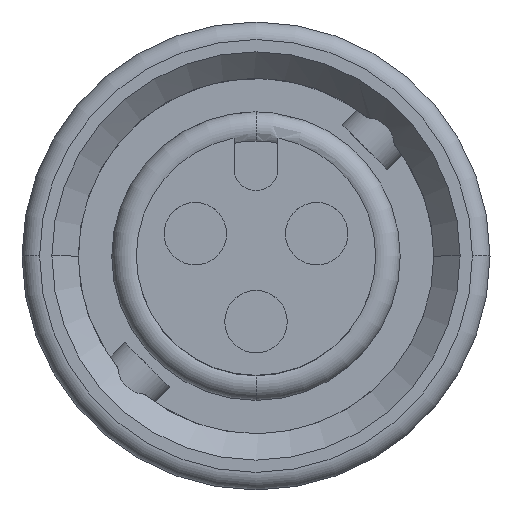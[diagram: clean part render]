
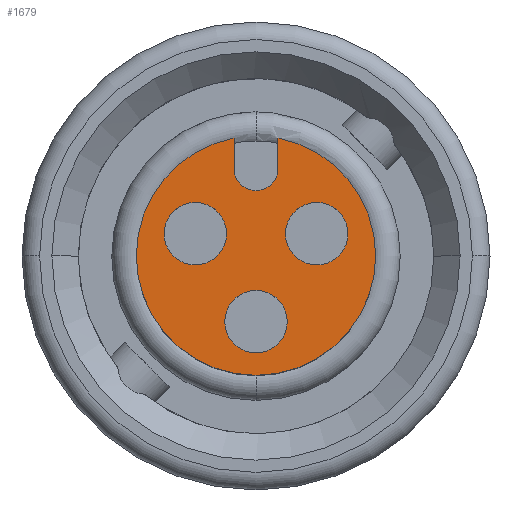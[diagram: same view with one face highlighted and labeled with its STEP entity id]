
A CAD part, top view. The second image highlights one B-rep face of the part: STEP entity #1679.
In plain terms, the highlighted planar face has unit normal (0, 0, 1).
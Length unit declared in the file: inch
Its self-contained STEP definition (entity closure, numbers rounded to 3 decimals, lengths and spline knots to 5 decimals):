
#70 = DIRECTION ( 'NONE',  ( 0., 0., -1. ) ) ;
#75 = CARTESIAN_POINT ( 'NONE',  ( -0.069, 0.025, 0.9 ) ) ;
#101 = DIRECTION ( 'NONE',  ( 1., 0., 0. ) ) ;
#119 = DIRECTION ( 'NONE',  ( -1., 0., 0. ) ) ;
#130 = CARTESIAN_POINT ( 'NONE',  ( 0.069, 0.025, 0.9 ) ) ;
#175 = DIRECTION ( 'NONE',  ( 1., 0., 0. ) ) ;
#178 = DIRECTION ( 'NONE',  ( 0., 0., -1. ) ) ;
#187 = DIRECTION ( 'NONE',  ( 0., 0., -1. ) ) ;
#202 = CARTESIAN_POINT ( 'NONE',  ( 0., 0., 0.9 ) ) ;
#228 = CARTESIAN_POINT ( 'NONE',  ( 0., 0.099, 0.9 ) ) ;
#234 = DIRECTION ( 'NONE',  ( 1., 0., 0. ) ) ;
#258 = DIRECTION ( 'NONE',  ( 0., 0., -1. ) ) ;
#525 = VERTEX_POINT ( 'NONE', #6619 ) ;
#591 = VERTEX_POINT ( 'NONE', #7009 ) ;
#609 = VERTEX_POINT ( 'NONE', #6995 ) ;
#704 = VERTEX_POINT ( 'NONE', #7017 ) ;
#715 = VERTEX_POINT ( 'NONE', #6830 ) ;
#788 = VERTEX_POINT ( 'NONE', #6810 ) ;
#812 = VERTEX_POINT ( 'NONE', #6782 ) ;
#865 = VERTEX_POINT ( 'NONE', #5925 ) ;
#1015 = VECTOR ( 'NONE', #5154, 39.37008 ) ;
#1048 = AXIS2_PLACEMENT_3D ( 'NONE', #202, #187, #119 ) ;
#1071 = AXIS2_PLACEMENT_3D ( 'NONE', #2654, #2661, #2627 ) ;
#1125 = AXIS2_PLACEMENT_3D ( 'NONE', #5159, #5160, #5161 ) ;
#1174 = AXIS2_PLACEMENT_3D ( 'NONE', #130, #258, #175 ) ;
#1180 = AXIS2_PLACEMENT_3D ( 'NONE', #75, #70, #101 ) ;
#1201 = AXIS2_PLACEMENT_3D ( 'NONE', #6162, #5982, #6009 ) ;
#1220 = AXIS2_PLACEMENT_3D ( 'NONE', #228, #178, #234 ) ;
#1238 = VECTOR ( 'NONE', #5198, 39.37008 ) ;
#1272 = AXIS2_PLACEMENT_3D ( 'NONE', #5175, #5173, #5171 ) ;
#1679 = ADVANCED_FACE ( 'NONE', ( #4859, #4828, #4863, #4865 ), #6310, .T. ) ;
#1688 = EDGE_CURVE ( 'NONE', #591, #788, #2317, .T. ) ;
#1719 = EDGE_CURVE ( 'NONE', #812, #715, #2541, .T. ) ;
#1738 = EDGE_CURVE ( 'NONE', #788, #865, #2463, .T. ) ;
#2160 = EDGE_CURVE ( 'NONE', #525, #3974, #2513, .T. ) ;
#2161 = EDGE_CURVE ( 'NONE', #3967, #3930, #2501, .T. ) ;
#2187 = CIRCLE ( 'NONE', #1272, 0.0355 ) ;
#2209 = EDGE_CURVE ( 'NONE', #865, #3948, #2499, .T. ) ;
#2218 = EDGE_CURVE ( 'NONE', #704, #609, #2347, .T. ) ;
#2275 = EDGE_CURVE ( 'NONE', #715, #812, #2466, .T. ) ;
#2282 = EDGE_CURVE ( 'NONE', #591, #704, #5163, .T. ) ;
#2291 = EDGE_CURVE ( 'NONE', #3930, #3967, #2187, .T. ) ;
#2298 = EDGE_CURVE ( 'NONE', #609, #3948, #5190, .T. ) ;
#2317 = CIRCLE ( 'NONE', #4844, 0.136 ) ;
#2347 = CIRCLE ( 'NONE', #1220, 0.025 ) ;
#2418 = EDGE_CURVE ( 'NONE', #3974, #525, #2451, .T. ) ;
#2451 = CIRCLE ( 'NONE', #1071, 0.0355 ) ;
#2463 = CIRCLE ( 'NONE', #1201, 0.136 ) ;
#2466 = CIRCLE ( 'NONE', #1125, 0.0355 ) ;
#2499 = CIRCLE ( 'NONE', #1048, 0.136 ) ;
#2501 = CIRCLE ( 'NONE', #1174, 0.0355 ) ;
#2513 = CIRCLE ( 'NONE', #1180, 0.0355 ) ;
#2541 = CIRCLE ( 'NONE', #4869, 0.0355 ) ;
#2627 = DIRECTION ( 'NONE',  ( 1., 0., 0. ) ) ;
#2654 = CARTESIAN_POINT ( 'NONE',  ( -0.069, 0.025, 0.9 ) ) ;
#2661 = DIRECTION ( 'NONE',  ( 0., 0., -1. ) ) ;
#2704 = CARTESIAN_POINT ( 'NONE',  ( 0.1045, 0.025, 0.9 ) ) ;
#2705 = CARTESIAN_POINT ( 'NONE',  ( 0.0335, 0.025, 0.9 ) ) ;
#2736 = CARTESIAN_POINT ( 'NONE',  ( -0.025, 0.13368, 0.9 ) ) ;
#2742 = CARTESIAN_POINT ( 'NONE',  ( -0.1045, 0.025, 0.9 ) ) ;
#3652 = EDGE_LOOP ( 'NONE', ( #6815, #6750, #6725, #6843, #6851, #6662 ) ) ;
#3669 = EDGE_LOOP ( 'NONE', ( #6955, #6826 ) ) ;
#3894 = EDGE_LOOP ( 'NONE', ( #6685, #6789 ) ) ;
#3930 = VERTEX_POINT ( 'NONE', #2705 ) ;
#3948 = VERTEX_POINT ( 'NONE', #2736 ) ;
#3967 = VERTEX_POINT ( 'NONE', #2704 ) ;
#3974 = VERTEX_POINT ( 'NONE', #2742 ) ;
#4824 = AXIS2_PLACEMENT_3D ( 'NONE', #6269, #6268, #6266 ) ;
#4828 = FACE_BOUND ( 'NONE', #3894, .T. ) ;
#4844 = AXIS2_PLACEMENT_3D ( 'NONE', #6537, #6472, #6375 ) ;
#4859 = FACE_BOUND ( 'NONE', #6983, .T. ) ;
#4863 = FACE_BOUND ( 'NONE', #3669, .T. ) ;
#4865 = FACE_OUTER_BOUND ( 'NONE', #3652, .T. ) ;
#4869 = AXIS2_PLACEMENT_3D ( 'NONE', #6356, #6501, #6475 ) ;
#5069 = CARTESIAN_POINT ( 'NONE',  ( 0.025, 0., 0.9 ) ) ;
#5154 = DIRECTION ( 'NONE',  ( 0., -1., 0. ) ) ;
#5159 = CARTESIAN_POINT ( 'NONE',  ( 0., -0.075, 0.9 ) ) ;
#5160 = DIRECTION ( 'NONE',  ( 0., 0., -1. ) ) ;
#5161 = DIRECTION ( 'NONE',  ( 1., 0., 0. ) ) ;
#5163 = LINE ( 'NONE', #5069, #1015 ) ;
#5171 = DIRECTION ( 'NONE',  ( 1., 0., 0. ) ) ;
#5173 = DIRECTION ( 'NONE',  ( 0., 0., -1. ) ) ;
#5175 = CARTESIAN_POINT ( 'NONE',  ( 0.069, 0.025, 0.9 ) ) ;
#5190 = LINE ( 'NONE', #5197, #1238 ) ;
#5197 = CARTESIAN_POINT ( 'NONE',  ( -0.025, 0., 0.9 ) ) ;
#5198 = DIRECTION ( 'NONE',  ( 0., 1., 0. ) ) ;
#5925 = CARTESIAN_POINT ( 'NONE',  ( -0.136, 0., 0.9 ) ) ;
#5982 = DIRECTION ( 'NONE',  ( 0., 0., -1. ) ) ;
#6009 = DIRECTION ( 'NONE',  ( -1., 0., 0. ) ) ;
#6162 = CARTESIAN_POINT ( 'NONE',  ( 0., 0., 0.9 ) ) ;
#6266 = DIRECTION ( 'NONE',  ( 1., 0., 0. ) ) ;
#6268 = DIRECTION ( 'NONE',  ( 0., 0., 1. ) ) ;
#6269 = CARTESIAN_POINT ( 'NONE',  ( 0., 0., 0.9 ) ) ;
#6310 = PLANE ( 'NONE',  #4824 ) ;
#6356 = CARTESIAN_POINT ( 'NONE',  ( 0., -0.075, 0.9 ) ) ;
#6375 = DIRECTION ( 'NONE',  ( -1., 0., 0. ) ) ;
#6472 = DIRECTION ( 'NONE',  ( 0., 0., -1. ) ) ;
#6475 = DIRECTION ( 'NONE',  ( 1., 0., 0. ) ) ;
#6501 = DIRECTION ( 'NONE',  ( 0., 0., -1. ) ) ;
#6537 = CARTESIAN_POINT ( 'NONE',  ( 0., 0., 0.9 ) ) ;
#6569 = ORIENTED_EDGE ( 'NONE', *, *, #2275, .T. ) ;
#6619 = CARTESIAN_POINT ( 'NONE',  ( -0.0335, 0.025, 0.9 ) ) ;
#6662 = ORIENTED_EDGE ( 'NONE', *, *, #2218, .T. ) ;
#6685 = ORIENTED_EDGE ( 'NONE', *, *, #2160, .T. ) ;
#6725 = ORIENTED_EDGE ( 'NONE', *, *, #1738, .F. ) ;
#6750 = ORIENTED_EDGE ( 'NONE', *, *, #2209, .F. ) ;
#6782 = CARTESIAN_POINT ( 'NONE',  ( 0.0355, -0.075, 0.9 ) ) ;
#6789 = ORIENTED_EDGE ( 'NONE', *, *, #2418, .T. ) ;
#6810 = CARTESIAN_POINT ( 'NONE',  ( 0.136, 0., 0.9 ) ) ;
#6815 = ORIENTED_EDGE ( 'NONE', *, *, #2298, .T. ) ;
#6826 = ORIENTED_EDGE ( 'NONE', *, *, #2291, .T. ) ;
#6830 = CARTESIAN_POINT ( 'NONE',  ( -0.0355, -0.075, 0.9 ) ) ;
#6843 = ORIENTED_EDGE ( 'NONE', *, *, #1688, .F. ) ;
#6851 = ORIENTED_EDGE ( 'NONE', *, *, #2282, .T. ) ;
#6923 = ORIENTED_EDGE ( 'NONE', *, *, #1719, .T. ) ;
#6955 = ORIENTED_EDGE ( 'NONE', *, *, #2161, .T. ) ;
#6983 = EDGE_LOOP ( 'NONE', ( #6923, #6569 ) ) ;
#6995 = CARTESIAN_POINT ( 'NONE',  ( -0.025, 0.099, 0.9 ) ) ;
#7009 = CARTESIAN_POINT ( 'NONE',  ( 0.025, 0.13368, 0.9 ) ) ;
#7017 = CARTESIAN_POINT ( 'NONE',  ( 0.025, 0.099, 0.9 ) ) ;
